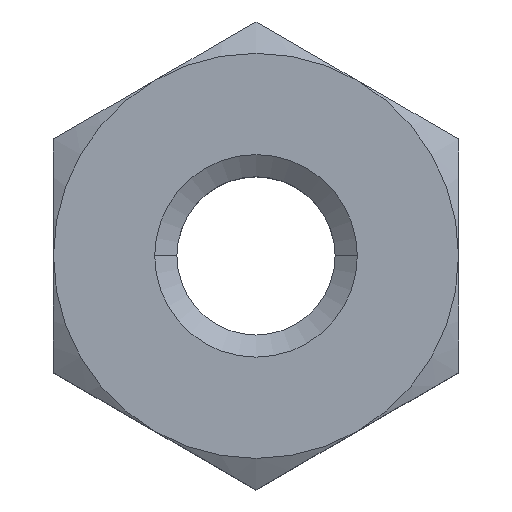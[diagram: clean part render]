
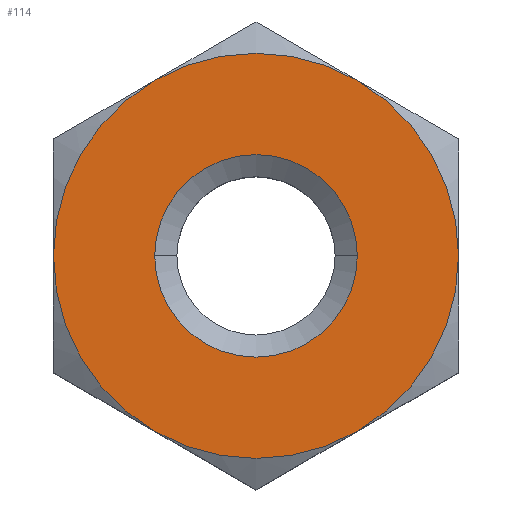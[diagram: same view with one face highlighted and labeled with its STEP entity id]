
A CAD part, top view. The second image highlights one B-rep face of the part: STEP entity #114.
In plain terms, the highlighted planar face has unit normal (0, 0, 1).
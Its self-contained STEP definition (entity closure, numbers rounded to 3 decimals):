
#7 = DIRECTION ( 'NONE',  ( 0., 0., 1. ) ) ;
#8 = EDGE_CURVE ( 'NONE', #556, #401, #501, .T. ) ;
#37 = DIRECTION ( 'NONE',  ( 0., 0., 1. ) ) ;
#82 = ORIENTED_EDGE ( 'NONE', *, *, #561, .T. ) ;
#90 = CARTESIAN_POINT ( 'NONE',  ( 0.8, 1.386, 0. ) ) ;
#91 = DIRECTION ( 'NONE',  ( 1., 0., 0. ) ) ;
#101 = AXIS2_PLACEMENT_3D ( 'NONE', #311, #261, #374 ) ;
#114 = ADVANCED_FACE ( 'NONE', ( #161, #770 ), #640, .T. ) ;
#123 = ORIENTED_EDGE ( 'NONE', *, *, #616, .F. ) ;
#133 = ORIENTED_EDGE ( 'NONE', *, *, #216, .T. ) ;
#136 = CARTESIAN_POINT ( 'NONE',  ( 0.8, -1.386, 0. ) ) ;
#158 = DIRECTION ( 'NONE',  ( 1., 0., 0. ) ) ;
#161 = FACE_BOUND ( 'NONE', #312, .T. ) ;
#165 = VERTEX_POINT ( 'NONE', #665 ) ;
#178 = VERTEX_POINT ( 'NONE', #183 ) ;
#183 = CARTESIAN_POINT ( 'NONE',  ( 0.8, 0., 0. ) ) ;
#184 = CIRCLE ( 'NONE', #101, 1.6 ) ;
#198 = CIRCLE ( 'NONE', #417, 0.8 ) ;
#216 = EDGE_CURVE ( 'NONE', #282, #331, #184, .T. ) ;
#248 = VERTEX_POINT ( 'NONE', #136 ) ;
#259 = DIRECTION ( 'NONE',  ( 0., 0., 1. ) ) ;
#261 = DIRECTION ( 'NONE',  ( 0., 0., 1. ) ) ;
#266 = AXIS2_PLACEMENT_3D ( 'NONE', #861, #259, #678 ) ;
#282 = VERTEX_POINT ( 'NONE', #90 ) ;
#289 = CARTESIAN_POINT ( 'NONE',  ( 0., 0., 0. ) ) ;
#294 = DIRECTION ( 'NONE',  ( 0., 0., 1. ) ) ;
#297 = CIRCLE ( 'NONE', #787, 1.6 ) ;
#311 = CARTESIAN_POINT ( 'NONE',  ( 0., 0., 0. ) ) ;
#312 = EDGE_LOOP ( 'NONE', ( #707, #123 ) ) ;
#316 = ORIENTED_EDGE ( 'NONE', *, *, #317, .T. ) ;
#317 = EDGE_CURVE ( 'NONE', #331, #556, #457, .T. ) ;
#331 = VERTEX_POINT ( 'NONE', #631 ) ;
#333 = CARTESIAN_POINT ( 'NONE',  ( 0., 0., 0. ) ) ;
#336 = ORIENTED_EDGE ( 'NONE', *, *, #609, .T. ) ;
#358 = CARTESIAN_POINT ( 'NONE',  ( 0., 0., 0. ) ) ;
#374 = DIRECTION ( 'NONE',  ( 1., 0., 0. ) ) ;
#376 = AXIS2_PLACEMENT_3D ( 'NONE', #333, #814, #809 ) ;
#380 = EDGE_CURVE ( 'NONE', #401, #248, #297, .T. ) ;
#383 = CARTESIAN_POINT ( 'NONE',  ( 0., 0., 0. ) ) ;
#390 = VERTEX_POINT ( 'NONE', #652 ) ;
#401 = VERTEX_POINT ( 'NONE', #505 ) ;
#417 = AXIS2_PLACEMENT_3D ( 'NONE', #823, #475, #827 ) ;
#457 = CIRCLE ( 'NONE', #647, 1.6 ) ;
#465 = DIRECTION ( 'NONE',  ( 1., 0., 0. ) ) ;
#475 = DIRECTION ( 'NONE',  ( 0., 0., 1. ) ) ;
#476 = DIRECTION ( 'NONE',  ( 1., 0., 0. ) ) ;
#501 = CIRCLE ( 'NONE', #549, 1.6 ) ;
#505 = CARTESIAN_POINT ( 'NONE',  ( -0.8, -1.386, 0. ) ) ;
#511 = EDGE_CURVE ( 'NONE', #178, #165, #856, .T. ) ;
#540 = CARTESIAN_POINT ( 'NONE',  ( -1.6, 0., 0. ) ) ;
#549 = AXIS2_PLACEMENT_3D ( 'NONE', #816, #7, #465 ) ;
#555 = CARTESIAN_POINT ( 'NONE',  ( -3.2, 0., 0. ) ) ;
#556 = VERTEX_POINT ( 'NONE', #540 ) ;
#561 = EDGE_CURVE ( 'NONE', #390, #282, #769, .T. ) ;
#589 = AXIS2_PLACEMENT_3D ( 'NONE', #555, #294, #91 ) ;
#592 = ORIENTED_EDGE ( 'NONE', *, *, #8, .T. ) ;
#609 = EDGE_CURVE ( 'NONE', #248, #390, #716, .T. ) ;
#616 = EDGE_CURVE ( 'NONE', #165, #178, #198, .T. ) ;
#631 = CARTESIAN_POINT ( 'NONE',  ( -0.8, 1.386, 0. ) ) ;
#640 = PLANE ( 'NONE',  #589 ) ;
#645 = AXIS2_PLACEMENT_3D ( 'NONE', #358, #37, #158 ) ;
#646 = ORIENTED_EDGE ( 'NONE', *, *, #380, .T. ) ;
#647 = AXIS2_PLACEMENT_3D ( 'NONE', #289, #698, #476 ) ;
#652 = CARTESIAN_POINT ( 'NONE',  ( 1.6, 0., 0. ) ) ;
#665 = CARTESIAN_POINT ( 'NONE',  ( -0.8, 0., 0. ) ) ;
#669 = EDGE_LOOP ( 'NONE', ( #336, #82, #133, #316, #592, #646 ) ) ;
#678 = DIRECTION ( 'NONE',  ( 1., 0., 0. ) ) ;
#698 = DIRECTION ( 'NONE',  ( 0., 0., 1. ) ) ;
#707 = ORIENTED_EDGE ( 'NONE', *, *, #511, .F. ) ;
#716 = CIRCLE ( 'NONE', #645, 1.6 ) ;
#769 = CIRCLE ( 'NONE', #376, 1.6 ) ;
#770 = FACE_OUTER_BOUND ( 'NONE', #669, .T. ) ;
#787 = AXIS2_PLACEMENT_3D ( 'NONE', #383, #843, #849 ) ;
#809 = DIRECTION ( 'NONE',  ( 1., 0., 0. ) ) ;
#814 = DIRECTION ( 'NONE',  ( 0., 0., 1. ) ) ;
#816 = CARTESIAN_POINT ( 'NONE',  ( 0., 0., 0. ) ) ;
#823 = CARTESIAN_POINT ( 'NONE',  ( 0., 0., 0. ) ) ;
#827 = DIRECTION ( 'NONE',  ( 1., 0., 0. ) ) ;
#843 = DIRECTION ( 'NONE',  ( 0., 0., 1. ) ) ;
#849 = DIRECTION ( 'NONE',  ( 1., 0., 0. ) ) ;
#856 = CIRCLE ( 'NONE', #266, 0.8 ) ;
#861 = CARTESIAN_POINT ( 'NONE',  ( 0., 0., 0. ) ) ;
